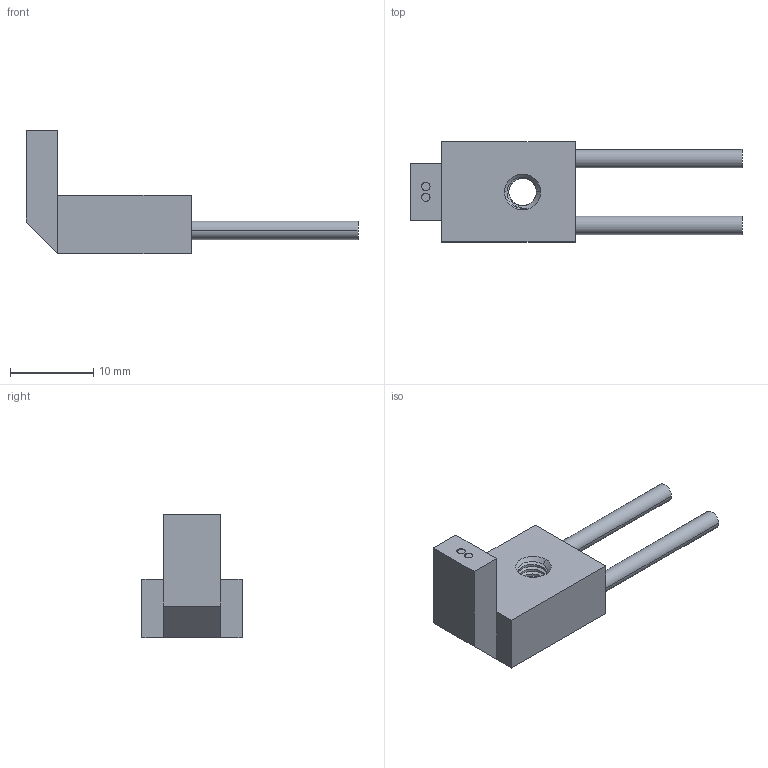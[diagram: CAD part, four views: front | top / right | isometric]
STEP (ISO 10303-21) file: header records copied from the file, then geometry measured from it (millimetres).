
FILE_DESCRIPTION((''),'2;1');
FILE_NAME('FU-2412','2022-09-13T11:35:25',('Designer'),(''),'CREO PARAMETRIC BY PTC INC, 2022014','CREO PARAMETRIC BY PTC INC, 2022014','');
FILE_SCHEMA(('CONFIG_CONTROL_DESIGN'));
Length unit declared in the file: millimetre
Products named in the file (1): FU-2412
Bounding box: 39.8 x 12 x 14.8 mm (x, y, z)
Volume: 1764.5 mm3; surface area: 1391.4 mm2
Topology: 1 solids, 1 shells, 53 faces, 133 edges, 86 vertices
Faces by surface type: cylinder 26, plane 17, bspline 6, cone 4
Entity records: 3177 total; most frequent: CARTESIAN_POINT 1958, ORIENTED_EDGE 266, DIRECTION 200, EDGE_CURVE 133, VERTEX_POINT 86, AXIS2_PLACEMENT_3D 69, VECTOR 62, LINE 62
